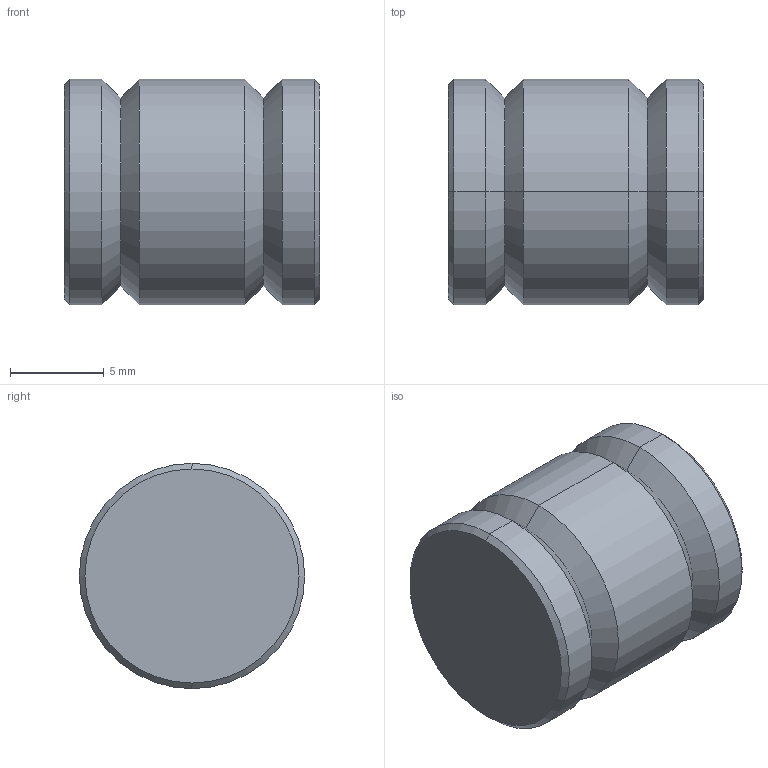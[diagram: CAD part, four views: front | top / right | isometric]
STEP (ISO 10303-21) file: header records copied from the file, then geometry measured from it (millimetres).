
FILE_DESCRIPTION (( 'STEP AP214' ), '1' );
FILE_NAME ('A_083-PIN.STEP', '2022-12-07T10:51:17', ( '' ), ( '' ), 'SwSTEP 2.0', 'SolidWorks 2019', '' );
FILE_SCHEMA (( 'AUTOMOTIVE_DESIGN' ));
Length unit declared in the file: millimetre
Products named in the file (1): A_083-PIN
Bounding box: 13.6 x 12 x 12 mm (x, y, z)
Volume: 1463.6 mm3; surface area: 770.1 mm2
Topology: 1 solids, 1 shells, 20 faces, 38 edges, 20 vertices
Faces by surface type: cone 12, cylinder 6, plane 2
Entity records: 528 total; most frequent: DIRECTION 100, CARTESIAN_POINT 79, ORIENTED_EDGE 76, AXIS2_PLACEMENT_3D 41, EDGE_CURVE 38, CIRCLE 20, FACE_OUTER_BOUND 20, ADVANCED_FACE 20
